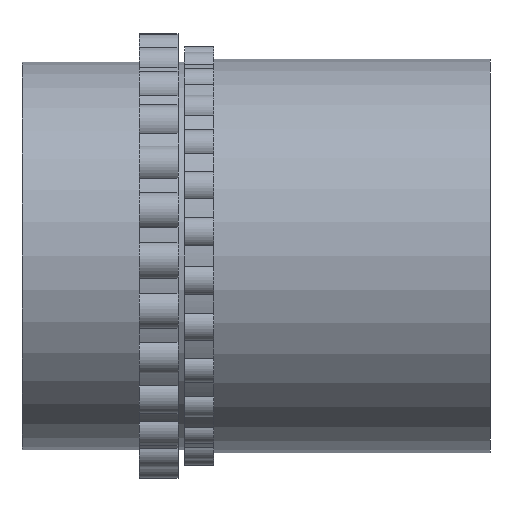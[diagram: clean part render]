
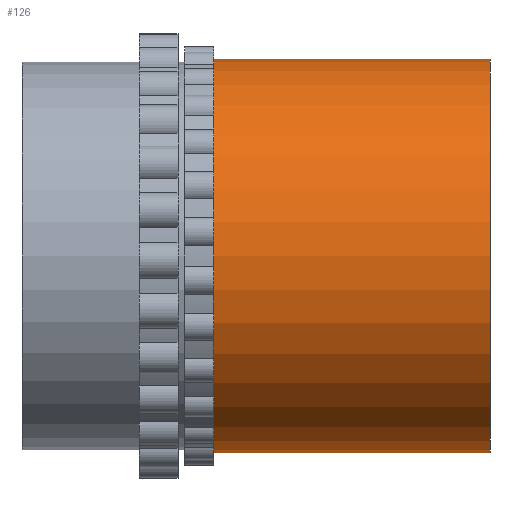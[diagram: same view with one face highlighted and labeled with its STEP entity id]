
A CAD part, front view. The second image highlights one B-rep face of the part: STEP entity #126.
In plain terms, the highlighted cylindrical face has radius 30.3 mm (diameter 60.6 mm), a full revolution.
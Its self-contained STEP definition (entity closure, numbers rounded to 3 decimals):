
#126=ADVANCED_FACE('',(#2861,#2863),#2865,.T.);
#2861=FACE_OUTER_BOUND('',#2862,.T.);
#2862=EDGE_LOOP('',(#3745));
#2863=FACE_OUTER_BOUND('',#2864,.T.);
#2864=EDGE_LOOP('',(#3746));
#2865=CYLINDRICAL_SURFACE('',#2866,30.3);
#2866=AXIS2_PLACEMENT_3D('',#2867,#2868,#2869);
#2867=CARTESIAN_POINT('',(72.,0.,0.));
#2868=DIRECTION('',(-1.,0.,0.));
#2869=DIRECTION('',(0.,0.,1.));
#3745=ORIENTED_EDGE('',*,*,#4431,.T.);
#3746=ORIENTED_EDGE('',*,*,#4437,.F.);
#4431=EDGE_CURVE('',#4799,#4799,#4800,.T.);
#4437=EDGE_CURVE('',#4811,#4811,#4812,.T.);
#4799=VERTEX_POINT('',#6090);
#4800=CIRCLE('',#6091,30.3);
#4811=VERTEX_POINT('',#6120);
#4812=CIRCLE('',#6121,30.3);
#6090=CARTESIAN_POINT('',(72.,0.,30.3));
#6091=AXIS2_PLACEMENT_3D('',#6092,#6093,#6094);
#6092=CARTESIAN_POINT('',(72.,0.,0.));
#6093=DIRECTION('',(-1.,0.,0.));
#6094=DIRECTION('',(0.,0.,1.));
#6120=CARTESIAN_POINT('',(29.5,0.,30.3));
#6121=AXIS2_PLACEMENT_3D('',#6122,#6123,#6124);
#6122=CARTESIAN_POINT('',(29.5,0.,0.));
#6123=DIRECTION('',(-1.,0.,0.));
#6124=DIRECTION('',(0.,0.,1.));
